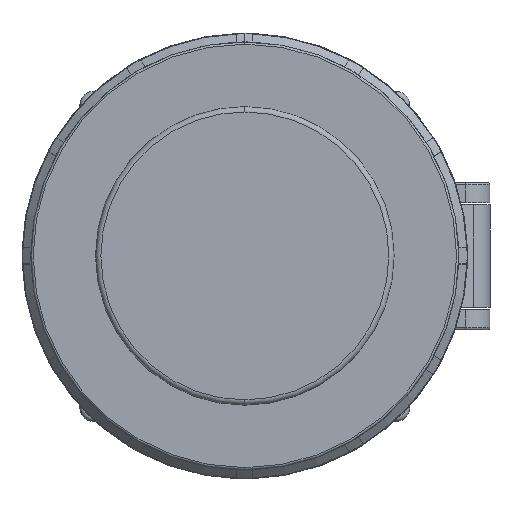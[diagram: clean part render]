
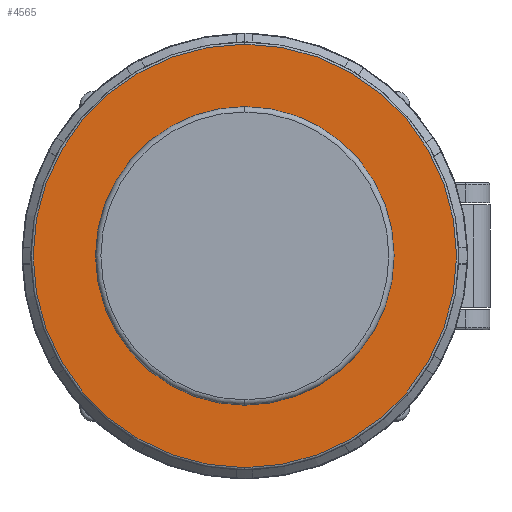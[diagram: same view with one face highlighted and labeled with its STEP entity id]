
A CAD part, top view. The second image highlights one B-rep face of the part: STEP entity #4565.
In plain terms, the highlighted face is planar.
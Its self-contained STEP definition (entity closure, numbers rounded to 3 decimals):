
#220 = AXIS2_PLACEMENT_3D ( 'NONE', #3790, #12143, #1611 ) ;
#261 = DIRECTION ( 'NONE',  ( 0., 0., -1. ) ) ;
#500 = EDGE_CURVE ( 'NONE', #5904, #6839, #7560, .T. ) ;
#1006 = DIRECTION ( 'NONE',  ( 1., 0., 0. ) ) ;
#1083 = DIRECTION ( 'NONE',  ( 0., 0., -1. ) ) ;
#1175 = CARTESIAN_POINT ( 'NONE',  ( 0., 0., 0. ) ) ;
#1312 = ORIENTED_EDGE ( 'NONE', *, *, #12650, .T. ) ;
#1611 = DIRECTION ( 'NONE',  ( 1., 0., 0. ) ) ;
#1806 = CARTESIAN_POINT ( 'NONE',  ( 0., 0., 0. ) ) ;
#2256 = CARTESIAN_POINT ( 'NONE',  ( 0., 0., 0. ) ) ;
#2373 = CARTESIAN_POINT ( 'NONE',  ( -47.5, 0., 0. ) ) ;
#2436 = DIRECTION ( 'NONE',  ( 1., 0., 0. ) ) ;
#2764 = CARTESIAN_POINT ( 'NONE',  ( -33.5, 0., 0. ) ) ;
#3001 = AXIS2_PLACEMENT_3D ( 'NONE', #1175, #9648, #10712 ) ;
#3054 = AXIS2_PLACEMENT_3D ( 'NONE', #1806, #8239, #1006 ) ;
#3118 = VERTEX_POINT ( 'NONE', #2373 ) ;
#3389 = EDGE_LOOP ( 'NONE', ( #5684, #7524 ) ) ;
#3610 = AXIS2_PLACEMENT_3D ( 'NONE', #2256, #261, #2436 ) ;
#3790 = CARTESIAN_POINT ( 'NONE',  ( 0., 0., 0. ) ) ;
#4124 = VERTEX_POINT ( 'NONE', #6579 ) ;
#4565 = ADVANCED_FACE ( 'NONE', ( #8692, #13255 ), #11150, .F. ) ;
#4821 = CIRCLE ( 'NONE', #3001, 47.5 ) ;
#5298 = CARTESIAN_POINT ( 'NONE',  ( 33.5, 0., 0. ) ) ;
#5684 = ORIENTED_EDGE ( 'NONE', *, *, #500, .F. ) ;
#5904 = VERTEX_POINT ( 'NONE', #2764 ) ;
#6042 = ORIENTED_EDGE ( 'NONE', *, *, #10620, .T. ) ;
#6579 = CARTESIAN_POINT ( 'NONE',  ( 47.5, 0., 0. ) ) ;
#6839 = VERTEX_POINT ( 'NONE', #5298 ) ;
#7326 = CARTESIAN_POINT ( 'NONE',  ( 0., 0., 0. ) ) ;
#7524 = ORIENTED_EDGE ( 'NONE', *, *, #12048, .F. ) ;
#7560 = CIRCLE ( 'NONE', #3610, 33.5 ) ;
#8239 = DIRECTION ( 'NONE',  ( 0., 0., 1. ) ) ;
#8389 = DIRECTION ( 'NONE',  ( 1., 0., 0. ) ) ;
#8617 = AXIS2_PLACEMENT_3D ( 'NONE', #7326, #1083, #8389 ) ;
#8692 = FACE_BOUND ( 'NONE', #3389, .T. ) ;
#9648 = DIRECTION ( 'NONE',  ( 0., 0., -1. ) ) ;
#9746 = CIRCLE ( 'NONE', #8617, 33.5 ) ;
#10620 = EDGE_CURVE ( 'NONE', #4124, #3118, #4821, .T. ) ;
#10712 = DIRECTION ( 'NONE',  ( 1., 0., 0. ) ) ;
#11150 = PLANE ( 'NONE',  #3054 ) ;
#11863 = CIRCLE ( 'NONE', #220, 47.5 ) ;
#12048 = EDGE_CURVE ( 'NONE', #6839, #5904, #9746, .T. ) ;
#12143 = DIRECTION ( 'NONE',  ( 0., 0., -1. ) ) ;
#12650 = EDGE_CURVE ( 'NONE', #3118, #4124, #11863, .T. ) ;
#13204 = EDGE_LOOP ( 'NONE', ( #6042, #1312 ) ) ;
#13255 = FACE_OUTER_BOUND ( 'NONE', #13204, .T. ) ;
